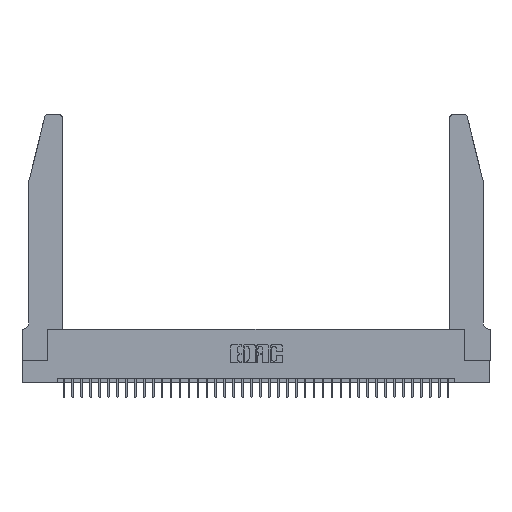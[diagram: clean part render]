
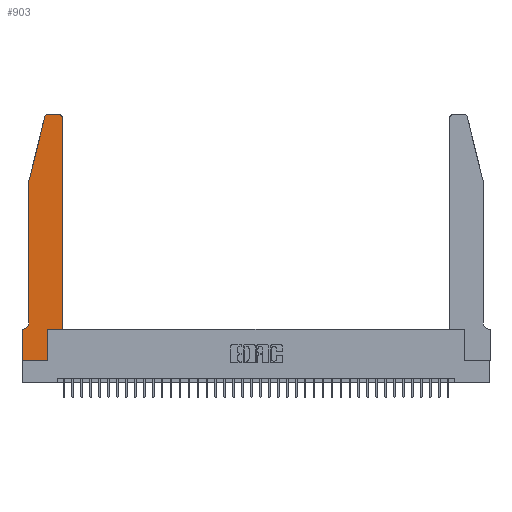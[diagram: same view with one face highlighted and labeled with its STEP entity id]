
A CAD part, top view. The second image highlights one B-rep face of the part: STEP entity #903.
In plain terms, the highlighted planar face has unit normal (0, 0, 1).
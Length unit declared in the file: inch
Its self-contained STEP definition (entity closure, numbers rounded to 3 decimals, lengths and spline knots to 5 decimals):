
#903 = ADVANCED_FACE ( 'NONE', ( #25241 ), #13680, .T. ) ;
#1512 = DIRECTION ( 'NONE',  ( 1., 0., 0. ) ) ;
#1754 = VERTEX_POINT ( 'NONE', #35127 ) ;
#2172 = CARTESIAN_POINT ( 'NONE',  ( 0.0055, 0.42, 0.37 ) ) ;
#2189 = CARTESIAN_POINT ( 'NONE',  ( 0.4205, 2.72, 0.37 ) ) ;
#2364 = CARTESIAN_POINT ( 'NONE',  ( 0.2865, 0., 0.37 ) ) ;
#2422 = DIRECTION ( 'NONE',  ( 0., 1., 0. ) ) ;
#2439 = CARTESIAN_POINT ( 'NONE',  ( 0.2865, 0.35, 0.37 ) ) ;
#2565 = CARTESIAN_POINT ( 'NONE',  ( 0., 0., 0.37 ) ) ;
#2744 = ORIENTED_EDGE ( 'NONE', *, *, #14956, .T. ) ;
#3255 = VERTEX_POINT ( 'NONE', #6241 ) ;
#3270 = VERTEX_POINT ( 'NONE', #3331 ) ;
#3331 = CARTESIAN_POINT ( 'NONE',  ( 0.4505, 0.35, 0.37 ) ) ;
#3715 = DIRECTION ( 'NONE',  ( -1., 0., 0. ) ) ;
#3930 = LINE ( 'NONE', #31564, #19200 ) ;
#4438 = CARTESIAN_POINT ( 'NONE',  ( 0., 0.35, 0.37 ) ) ;
#4827 = DIRECTION ( 'NONE',  ( 0., 0., 1. ) ) ;
#5215 = DIRECTION ( 'NONE',  ( -1., 0., 0. ) ) ;
#5230 = DIRECTION ( 'NONE',  ( 1., 0., 0. ) ) ;
#5510 = DIRECTION ( 'NONE',  ( 1., 0., 0. ) ) ;
#6047 = LINE ( 'NONE', #14617, #37200 ) ;
#6241 = CARTESIAN_POINT ( 'NONE',  ( 0.284, 2.75, 0.37 ) ) ;
#6328 = CARTESIAN_POINT ( 'NONE',  ( 0.4205, 2.75, 0.37 ) ) ;
#7814 = VERTEX_POINT ( 'NONE', #2364 ) ;
#8277 = EDGE_CURVE ( 'NONE', #37742, #12143, #3930, .T. ) ;
#8548 = LINE ( 'NONE', #29435, #31702 ) ;
#8657 = DIRECTION ( 'NONE',  ( 0., -1., 0. ) ) ;
#8712 = ORIENTED_EDGE ( 'NONE', *, *, #12150, .T. ) ;
#9313 = CARTESIAN_POINT ( 'NONE',  ( 0.0055, 0.35, 0.37 ) ) ;
#11524 = ORIENTED_EDGE ( 'NONE', *, *, #34019, .T. ) ;
#12143 = VERTEX_POINT ( 'NONE', #14877 ) ;
#12150 = EDGE_CURVE ( 'NONE', #15060, #7814, #15757, .T. ) ;
#12612 = EDGE_CURVE ( 'NONE', #12143, #20378, #8548, .T. ) ;
#12944 = VERTEX_POINT ( 'NONE', #2439 ) ;
#13680 = PLANE ( 'NONE',  #30380 ) ;
#14617 = CARTESIAN_POINT ( 'NONE',  ( 0.4505, 0.35, 0.37 ) ) ;
#14740 = ORIENTED_EDGE ( 'NONE', *, *, #30098, .T. ) ;
#14877 = CARTESIAN_POINT ( 'NONE',  ( 0.0755, 2., 0.37 ) ) ;
#14924 = VECTOR ( 'NONE', #23377, 39.37008 ) ;
#14956 = EDGE_CURVE ( 'NONE', #20378, #28685, #39004, .T. ) ;
#15060 = VERTEX_POINT ( 'NONE', #2565 ) ;
#15757 = LINE ( 'NONE', #18028, #23781 ) ;
#16000 = CARTESIAN_POINT ( 'NONE',  ( 0.0755, 0.35, 0.37 ) ) ;
#16015 = CIRCLE ( 'NONE', #36041, 0.03 ) ;
#16293 = VECTOR ( 'NONE', #2422, 39.37008 ) ;
#18028 = CARTESIAN_POINT ( 'NONE',  ( 0., 0., 0.37 ) ) ;
#18497 = CARTESIAN_POINT ( 'NONE',  ( 0.4505, 0.35, 0.37 ) ) ;
#18504 = CARTESIAN_POINT ( 'NONE',  ( 0.25487, 2.72718, 0.37 ) ) ;
#18633 = DIRECTION ( 'NONE',  ( 0., 1., 0. ) ) ;
#19200 = VECTOR ( 'NONE', #37541, 39.37008 ) ;
#19779 = DIRECTION ( 'NONE',  ( 0., 0., 1. ) ) ;
#20378 = VERTEX_POINT ( 'NONE', #23675 ) ;
#20901 = ORIENTED_EDGE ( 'NONE', *, *, #31262, .T. ) ;
#20949 = EDGE_CURVE ( 'NONE', #21189, #3255, #29967, .T. ) ;
#21189 = VERTEX_POINT ( 'NONE', #6328 ) ;
#22998 = ORIENTED_EDGE ( 'NONE', *, *, #20949, .T. ) ;
#23048 = CARTESIAN_POINT ( 'NONE',  ( 0.284, 2.72, 0.37 ) ) ;
#23237 = VERTEX_POINT ( 'NONE', #27311 ) ;
#23277 = EDGE_CURVE ( 'NONE', #3270, #1754, #31785, .T. ) ;
#23377 = DIRECTION ( 'NONE',  ( -1., 0., 0. ) ) ;
#23428 = DIRECTION ( 'NONE',  ( 0., 0., -1. ) ) ;
#23441 = DIRECTION ( 'NONE',  ( 0., 0., 1. ) ) ;
#23675 = CARTESIAN_POINT ( 'NONE',  ( 0.0755, 0.42, 0.37 ) ) ;
#23781 = VECTOR ( 'NONE', #38963, 39.37008 ) ;
#23914 = AXIS2_PLACEMENT_3D ( 'NONE', #2172, #23428, #5215 ) ;
#24018 = ORIENTED_EDGE ( 'NONE', *, *, #27746, .T. ) ;
#25241 = FACE_OUTER_BOUND ( 'NONE', #28380, .T. ) ;
#26058 = DIRECTION ( 'NONE',  ( 1., 0., 0. ) ) ;
#26358 = ORIENTED_EDGE ( 'NONE', *, *, #37523, .T. ) ;
#26769 = CARTESIAN_POINT ( 'NONE',  ( 0., 0., 0.37 ) ) ;
#27113 = EDGE_CURVE ( 'NONE', #1754, #21189, #16015, .T. ) ;
#27311 = CARTESIAN_POINT ( 'NONE',  ( 0., 0.35, 0.37 ) ) ;
#27746 = EDGE_CURVE ( 'NONE', #3255, #37742, #34277, .T. ) ;
#28380 = EDGE_LOOP ( 'NONE', ( #22998, #24018, #38450, #28557, #2744, #14740, #20901, #8712, #26358, #11524, #30331, #36725 ) ) ;
#28557 = ORIENTED_EDGE ( 'NONE', *, *, #12612, .T. ) ;
#28685 = VERTEX_POINT ( 'NONE', #9313 ) ;
#29435 = CARTESIAN_POINT ( 'NONE',  ( 0.0755, 2., 0.37 ) ) ;
#29510 = VECTOR ( 'NONE', #3715, 39.37008 ) ;
#29967 = LINE ( 'NONE', #38231, #14924 ) ;
#30098 = EDGE_CURVE ( 'NONE', #28685, #23237, #38362, .T. ) ;
#30331 = ORIENTED_EDGE ( 'NONE', *, *, #23277, .T. ) ;
#30380 = AXIS2_PLACEMENT_3D ( 'NONE', #4438, #19779, #1512 ) ;
#30423 = LINE ( 'NONE', #26769, #38333 ) ;
#31262 = EDGE_CURVE ( 'NONE', #23237, #15060, #30423, .T. ) ;
#31330 = LINE ( 'NONE', #38521, #16293 ) ;
#31564 = CARTESIAN_POINT ( 'NONE',  ( 0.0755, 2., 0.37 ) ) ;
#31702 = VECTOR ( 'NONE', #32446, 39.37008 ) ;
#31785 = LINE ( 'NONE', #18497, #38756 ) ;
#32446 = DIRECTION ( 'NONE',  ( 0., -1., 0. ) ) ;
#32573 = AXIS2_PLACEMENT_3D ( 'NONE', #23048, #4827, #26058 ) ;
#34019 = EDGE_CURVE ( 'NONE', #12944, #3270, #6047, .T. ) ;
#34277 = CIRCLE ( 'NONE', #32573, 0.03 ) ;
#35127 = CARTESIAN_POINT ( 'NONE',  ( 0.4505, 2.72, 0.37 ) ) ;
#36041 = AXIS2_PLACEMENT_3D ( 'NONE', #2189, #23441, #5230 ) ;
#36725 = ORIENTED_EDGE ( 'NONE', *, *, #27113, .T. ) ;
#37200 = VECTOR ( 'NONE', #5510, 39.37008 ) ;
#37523 = EDGE_CURVE ( 'NONE', #7814, #12944, #31330, .T. ) ;
#37541 = DIRECTION ( 'NONE',  ( -0.239, -0.971, 0. ) ) ;
#37742 = VERTEX_POINT ( 'NONE', #18504 ) ;
#38231 = CARTESIAN_POINT ( 'NONE',  ( 0.2605, 2.75, 0.37 ) ) ;
#38333 = VECTOR ( 'NONE', #8657, 39.37008 ) ;
#38362 = LINE ( 'NONE', #16000, #29510 ) ;
#38450 = ORIENTED_EDGE ( 'NONE', *, *, #8277, .T. ) ;
#38521 = CARTESIAN_POINT ( 'NONE',  ( 0.2865, 0.35, 0.37 ) ) ;
#38756 = VECTOR ( 'NONE', #18633, 39.37008 ) ;
#38963 = DIRECTION ( 'NONE',  ( 1., 0., 0. ) ) ;
#39004 = CIRCLE ( 'NONE', #23914, 0.07 ) ;
